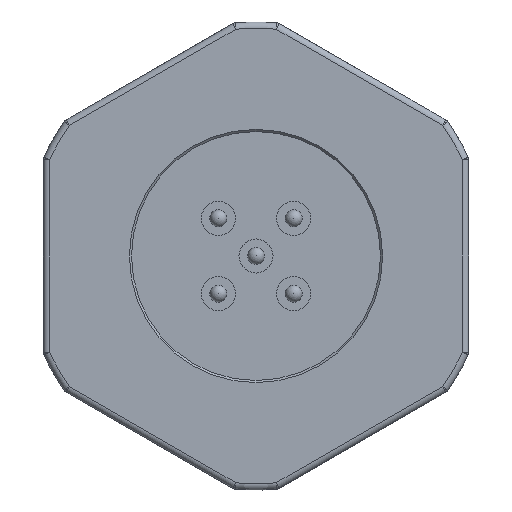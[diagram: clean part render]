
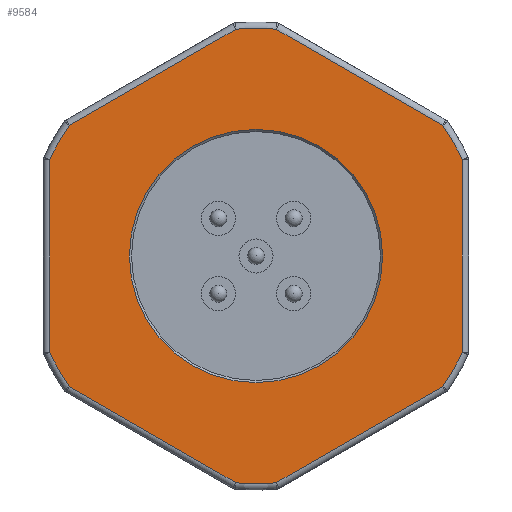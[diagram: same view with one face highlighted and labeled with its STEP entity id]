
A CAD part, left-side view. The second image highlights one B-rep face of the part: STEP entity #9584.
In plain terms, the highlighted face is planar.
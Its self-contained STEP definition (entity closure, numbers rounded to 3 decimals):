
#645=LINE('',#19782,#1453);
#651=LINE('',#19810,#1459);
#657=LINE('',#19838,#1465);
#663=LINE('',#19866,#1471);
#669=LINE('',#19894,#1477);
#675=LINE('',#19922,#1483);
#1453=VECTOR('',#11674,1000.);
#1459=VECTOR('',#11712,1000.);
#1465=VECTOR('',#11750,1000.);
#1471=VECTOR('',#11788,1000.);
#1477=VECTOR('',#11826,1000.);
#1483=VECTOR('',#11864,1000.);
#2172=PLANE('',#10386);
#3670=ORIENTED_EDGE('',*,*,#5606,.F.);
#3671=ORIENTED_EDGE('',*,*,#5818,.F.);
#3672=ORIENTED_EDGE('',*,*,#5811,.F.);
#3673=ORIENTED_EDGE('',*,*,#5804,.F.);
#3674=ORIENTED_EDGE('',*,*,#5797,.F.);
#3675=ORIENTED_EDGE('',*,*,#5790,.T.);
#3676=ORIENTED_EDGE('',*,*,#5783,.F.);
#3677=ORIENTED_EDGE('',*,*,#5776,.F.);
#3678=ORIENTED_EDGE('',*,*,#5769,.F.);
#3679=ORIENTED_EDGE('',*,*,#5762,.F.);
#3680=ORIENTED_EDGE('',*,*,#5755,.F.);
#3681=ORIENTED_EDGE('',*,*,#5748,.T.);
#3682=ORIENTED_EDGE('',*,*,#5822,.F.);
#5606=EDGE_CURVE('',#6877,#6877,#7610,.T.);
#5748=EDGE_CURVE('',#6967,#6966,#645,.T.);
#5755=EDGE_CURVE('',#6967,#6970,#7682,.T.);
#5762=EDGE_CURVE('',#6970,#6973,#651,.T.);
#5769=EDGE_CURVE('',#6973,#6976,#7690,.T.);
#5776=EDGE_CURVE('',#6976,#6979,#657,.T.);
#5783=EDGE_CURVE('',#6979,#6982,#7698,.T.);
#5790=EDGE_CURVE('',#6985,#6982,#663,.T.);
#5797=EDGE_CURVE('',#6985,#6988,#7706,.T.);
#5804=EDGE_CURVE('',#6988,#6991,#669,.T.);
#5811=EDGE_CURVE('',#6991,#6994,#7714,.T.);
#5818=EDGE_CURVE('',#6994,#6997,#675,.T.);
#5822=EDGE_CURVE('',#6997,#6966,#7720,.T.);
#6877=VERTEX_POINT('',#17761);
#6966=VERTEX_POINT('',#19775);
#6967=VERTEX_POINT('',#19779);
#6970=VERTEX_POINT('',#19793);
#6973=VERTEX_POINT('',#19807);
#6976=VERTEX_POINT('',#19821);
#6979=VERTEX_POINT('',#19835);
#6982=VERTEX_POINT('',#19849);
#6985=VERTEX_POINT('',#19863);
#6988=VERTEX_POINT('',#19877);
#6991=VERTEX_POINT('',#19891);
#6994=VERTEX_POINT('',#19905);
#6997=VERTEX_POINT('',#19919);
#7610=CIRCLE('',#10184,5.95);
#7682=CIRCLE('',#10307,10.7);
#7690=CIRCLE('',#10323,10.7);
#7698=CIRCLE('',#10339,10.7);
#7706=CIRCLE('',#10355,10.7);
#7714=CIRCLE('',#10371,10.7);
#7720=CIRCLE('',#10385,10.7);
#8170=EDGE_LOOP('',(#3670));
#8171=EDGE_LOOP('',(#3671,#3672,#3673,#3674,#3675,#3676,#3677,#3678,#3679,
#3680,#3681,#3682));
#8843=FACE_BOUND('',#8170,.T.);
#8844=FACE_BOUND('',#8171,.T.);
#9584=ADVANCED_FACE('',(#8843,#8844),#2172,.F.);
#10184=AXIS2_PLACEMENT_3D('',#17760,#11411,#11412);
#10307=AXIS2_PLACEMENT_3D('',#19796,#11693,#11694);
#10323=AXIS2_PLACEMENT_3D('',#19824,#11731,#11732);
#10339=AXIS2_PLACEMENT_3D('',#19852,#11769,#11770);
#10355=AXIS2_PLACEMENT_3D('',#19880,#11807,#11808);
#10371=AXIS2_PLACEMENT_3D('',#19908,#11845,#11846);
#10385=AXIS2_PLACEMENT_3D('',#19930,#11878,#11879);
#10386=AXIS2_PLACEMENT_3D('',#19931,#11880,#11881);
#11411=DIRECTION('',(0.,0.,-1.));
#11412=DIRECTION('',(0.,1.,0.));
#11674=DIRECTION('',(0.,-1.,0.));
#11693=DIRECTION('',(0.,0.,1.));
#11694=DIRECTION('',(0.907,0.422,0.));
#11712=DIRECTION('',(-0.866,0.5,0.));
#11731=DIRECTION('',(0.,0.,1.));
#11732=DIRECTION('',(0.088,0.996,0.));
#11750=DIRECTION('',(-0.866,-0.5,0.));
#11769=DIRECTION('',(0.,0.,1.));
#11770=DIRECTION('',(-0.819,0.574,0.));
#11788=DIRECTION('',(0.,1.,0.));
#11807=DIRECTION('',(0.,0.,1.));
#11808=DIRECTION('',(-0.907,-0.422,0.));
#11826=DIRECTION('',(0.866,-0.5,0.));
#11845=DIRECTION('',(0.,0.,1.));
#11846=DIRECTION('',(-0.088,-0.996,0.));
#11864=DIRECTION('',(0.866,0.5,0.));
#11878=DIRECTION('',(0.,0.,1.));
#11879=DIRECTION('',(0.819,-0.574,0.));
#11880=DIRECTION('',(0.,0.,1.));
#11881=DIRECTION('',(1.,0.,0.));
#17760=CARTESIAN_POINT('',(0.,0.,0.));
#17761=CARTESIAN_POINT('',(0.,5.95,0.));
#19775=CARTESIAN_POINT('',(9.7,-4.517,0.));
#19779=CARTESIAN_POINT('',(9.7,4.517,0.));
#19782=CARTESIAN_POINT('',(9.7,4.517,0.));
#19793=CARTESIAN_POINT('',(8.762,6.142,0.));
#19796=CARTESIAN_POINT('',(0.,0.,0.));
#19807=CARTESIAN_POINT('',(0.938,10.659,0.));
#19810=CARTESIAN_POINT('',(8.762,6.142,0.));
#19821=CARTESIAN_POINT('',(-0.938,10.659,0.));
#19824=CARTESIAN_POINT('',(0.,0.,0.));
#19835=CARTESIAN_POINT('',(-8.762,6.142,0.));
#19838=CARTESIAN_POINT('',(-0.938,10.659,0.));
#19849=CARTESIAN_POINT('',(-9.7,4.517,0.));
#19852=CARTESIAN_POINT('',(0.,0.,0.));
#19863=CARTESIAN_POINT('',(-9.7,-4.517,0.));
#19866=CARTESIAN_POINT('',(-9.7,-4.517,0.));
#19877=CARTESIAN_POINT('',(-8.762,-6.142,0.));
#19880=CARTESIAN_POINT('',(0.,0.,0.));
#19891=CARTESIAN_POINT('',(-0.938,-10.659,0.));
#19894=CARTESIAN_POINT('',(-8.762,-6.142,0.));
#19905=CARTESIAN_POINT('',(0.938,-10.659,0.));
#19908=CARTESIAN_POINT('',(0.,0.,0.));
#19919=CARTESIAN_POINT('',(8.762,-6.142,0.));
#19922=CARTESIAN_POINT('',(0.938,-10.659,0.));
#19930=CARTESIAN_POINT('',(0.,0.,0.));
#19931=CARTESIAN_POINT('',(0.,0.,0.));
